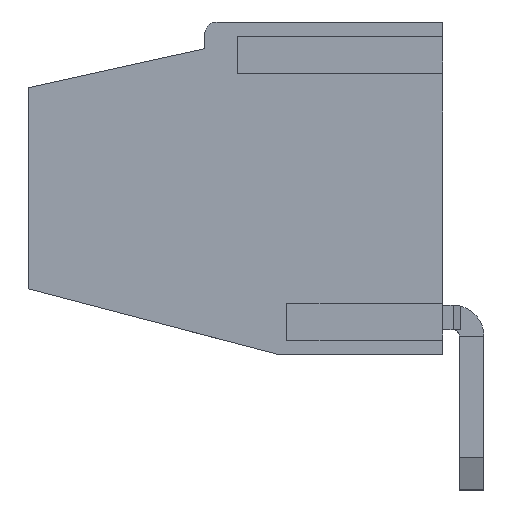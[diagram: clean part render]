
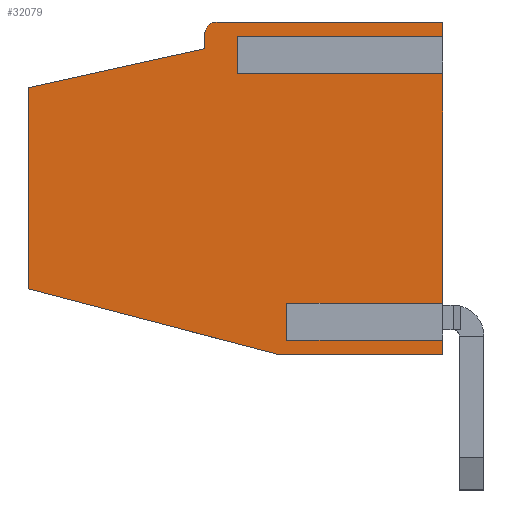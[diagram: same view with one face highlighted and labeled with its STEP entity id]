
A CAD part, left-side view. The second image highlights one B-rep face of the part: STEP entity #32079.
In plain terms, the highlighted face is planar.
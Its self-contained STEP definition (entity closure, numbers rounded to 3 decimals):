
#520 = CARTESIAN_POINT ( 'NONE',  ( 2.54, 1.068, 0.7 ) ) ;
#788 = VECTOR ( 'NONE', #14307, 1000. ) ;
#809 = LINE ( 'NONE', #9967, #37893 ) ;
#1276 = EDGE_CURVE ( 'NONE', #24775, #4450, #21364, .T. ) ;
#2348 = CARTESIAN_POINT ( 'NONE',  ( 2.54, 7.45, 6.5 ) ) ;
#2360 = VECTOR ( 'NONE', #12467, 1000. ) ;
#2372 = VERTEX_POINT ( 'NONE', #37301 ) ;
#2795 = CARTESIAN_POINT ( 'NONE',  ( 2.54, 0.532, 4.5 ) ) ;
#3027 = VERTEX_POINT ( 'NONE', #520 ) ;
#4142 = DIRECTION ( 'NONE',  ( 0., -1., 0. ) ) ;
#4450 = VERTEX_POINT ( 'NONE', #31482 ) ;
#4457 = VERTEX_POINT ( 'NONE', #10557 ) ;
#5387 = AXIS2_PLACEMENT_3D ( 'NONE', #23011, #32796, #31999 ) ;
#5699 = CARTESIAN_POINT ( 'NONE',  ( 2.54, 0.532, 4.5 ) ) ;
#5752 = LINE ( 'NONE', #7938, #9429 ) ;
#5772 = LINE ( 'NONE', #21054, #28523 ) ;
#6008 = EDGE_CURVE ( 'NONE', #4457, #15468, #5752, .T. ) ;
#6553 = LINE ( 'NONE', #37416, #22823 ) ;
#7066 = ORIENTED_EDGE ( 'NONE', *, *, #16121, .F. ) ;
#7608 = DIRECTION ( 'NONE',  ( 0., 0., -1. ) ) ;
#7888 = VERTEX_POINT ( 'NONE', #39008 ) ;
#7938 = CARTESIAN_POINT ( 'NONE',  ( 2.54, 1.6, 10.8 ) ) ;
#7983 = EDGE_CURVE ( 'NONE', #38673, #7888, #8101, .T. ) ;
#8084 = ORIENTED_EDGE ( 'NONE', *, *, #10822, .F. ) ;
#8101 = CIRCLE ( 'NONE', #30361, 0.3 ) ;
#8191 = ORIENTED_EDGE ( 'NONE', *, *, #38880, .F. ) ;
#8443 = EDGE_CURVE ( 'NONE', #33990, #22657, #12984, .T. ) ;
#8880 = EDGE_LOOP ( 'NONE', ( #26659, #31063, #8191, #19312, #35843, #20534, #39046, #19590, #12214, #24940, #29931, #9799, #7066, #8084, #33258, #31119 ) ) ;
#9183 = EDGE_CURVE ( 'NONE', #19821, #29247, #16533, .T. ) ;
#9429 = VECTOR ( 'NONE', #38835, 1000. ) ;
#9799 = ORIENTED_EDGE ( 'NONE', *, *, #23454, .T. ) ;
#9967 = CARTESIAN_POINT ( 'NONE',  ( 2.54, 1.068, 4.5 ) ) ;
#10422 = VERTEX_POINT ( 'NONE', #22078 ) ;
#10557 = CARTESIAN_POINT ( 'NONE',  ( 2.54, 0., 4.7 ) ) ;
#10822 = EDGE_CURVE ( 'NONE', #19821, #2372, #6553, .T. ) ;
#11260 = CARTESIAN_POINT ( 'NONE',  ( 2.54, 7.8, 6.2 ) ) ;
#11424 = CARTESIAN_POINT ( 'NONE',  ( 2.54, 8.1, 0.7 ) ) ;
#12214 = ORIENTED_EDGE ( 'NONE', *, *, #8443, .F. ) ;
#12467 = DIRECTION ( 'NONE',  ( 0., 0., -1. ) ) ;
#12984 = LINE ( 'NONE', #13558, #25278 ) ;
#13126 = CARTESIAN_POINT ( 'NONE',  ( 2.54, 7.032, 0.7 ) ) ;
#13131 = EDGE_CURVE ( 'NONE', #33990, #25767, #36752, .T. ) ;
#13558 = CARTESIAN_POINT ( 'NONE',  ( 2.54, 0.532, 4.5 ) ) ;
#13718 = VECTOR ( 'NONE', #16163, 1000. ) ;
#14277 = CARTESIAN_POINT ( 'NONE',  ( 2.54, 6.5, 10.8 ) ) ;
#14307 = DIRECTION ( 'NONE',  ( 0., 0., -1. ) ) ;
#14368 = VECTOR ( 'NONE', #30107, 1000. ) ;
#14901 = EDGE_CURVE ( 'NONE', #15468, #24775, #22330, .T. ) ;
#15240 = CARTESIAN_POINT ( 'NONE',  ( 2.54, 6.5, 10.8 ) ) ;
#15468 = VERTEX_POINT ( 'NONE', #26314 ) ;
#16121 = EDGE_CURVE ( 'NONE', #2372, #18585, #34867, .T. ) ;
#16163 = DIRECTION ( 'NONE',  ( 0., 1., 0. ) ) ;
#16533 = LINE ( 'NONE', #28650, #22195 ) ;
#16999 = CARTESIAN_POINT ( 'NONE',  ( 2.54, 1.068, 4.5 ) ) ;
#17448 = EDGE_CURVE ( 'NONE', #10422, #22657, #26988, .T. ) ;
#17887 = DIRECTION ( 'NONE',  ( 0., 1., 0. ) ) ;
#18171 = VECTOR ( 'NONE', #23406, 1000. ) ;
#18585 = VERTEX_POINT ( 'NONE', #13126 ) ;
#19312 = ORIENTED_EDGE ( 'NONE', *, *, #1276, .F. ) ;
#19590 = ORIENTED_EDGE ( 'NONE', *, *, #17448, .T. ) ;
#19821 = VERTEX_POINT ( 'NONE', #25188 ) ;
#20272 = DIRECTION ( 'NONE',  ( 0., 0., -1. ) ) ;
#20394 = DIRECTION ( 'NONE',  ( 0., 1., 0. ) ) ;
#20534 = ORIENTED_EDGE ( 'NONE', *, *, #6008, .F. ) ;
#21054 = CARTESIAN_POINT ( 'NONE',  ( 2.54, 8.1, 0.7 ) ) ;
#21364 = LINE ( 'NONE', #15240, #34512 ) ;
#22078 = CARTESIAN_POINT ( 'NONE',  ( 2.54, 0., 0.7 ) ) ;
#22195 = VECTOR ( 'NONE', #20272, 1000. ) ;
#22330 = LINE ( 'NONE', #34108, #13718 ) ;
#22657 = VERTEX_POINT ( 'NONE', #32277 ) ;
#22823 = VECTOR ( 'NONE', #4142, 1000. ) ;
#22904 = CARTESIAN_POINT ( 'NONE',  ( 2.54, 7.032, 5.7 ) ) ;
#23011 = CARTESIAN_POINT ( 'NONE',  ( 2.54, 8.1, 10.8 ) ) ;
#23363 = DIRECTION ( 'NONE',  ( 0., -1., 0. ) ) ;
#23406 = DIRECTION ( 'NONE',  ( 0., 1., 0. ) ) ;
#23454 = EDGE_CURVE ( 'NONE', #3027, #18585, #23533, .T. ) ;
#23533 = LINE ( 'NONE', #11424, #14368 ) ;
#23797 = CARTESIAN_POINT ( 'NONE',  ( 2.54, 8.1, 0.7 ) ) ;
#23820 = CARTESIAN_POINT ( 'NONE',  ( 2.54, 8.1, 10.8 ) ) ;
#24012 = LINE ( 'NONE', #2348, #18171 ) ;
#24775 = VERTEX_POINT ( 'NONE', #14277 ) ;
#24844 = EDGE_CURVE ( 'NONE', #4457, #10422, #29771, .T. ) ;
#24940 = ORIENTED_EDGE ( 'NONE', *, *, #13131, .T. ) ;
#25188 = CARTESIAN_POINT ( 'NONE',  ( 2.54, 7.568, 5.7 ) ) ;
#25278 = VECTOR ( 'NONE', #25659, 1000. ) ;
#25302 = VERTEX_POINT ( 'NONE', #34383 ) ;
#25659 = DIRECTION ( 'NONE',  ( 0., 0., -1. ) ) ;
#25767 = VERTEX_POINT ( 'NONE', #16999 ) ;
#26314 = CARTESIAN_POINT ( 'NONE',  ( 2.54, 1.6, 10.8 ) ) ;
#26659 = ORIENTED_EDGE ( 'NONE', *, *, #29175, .F. ) ;
#26778 = PLANE ( 'NONE',  #5387 ) ;
#26988 = LINE ( 'NONE', #23797, #29024 ) ;
#27804 = CARTESIAN_POINT ( 'NONE',  ( 2.54, 7.568, 0.7 ) ) ;
#27882 = DIRECTION ( 'NONE',  ( 0., 0., -1. ) ) ;
#28523 = VECTOR ( 'NONE', #17887, 1000. ) ;
#28650 = CARTESIAN_POINT ( 'NONE',  ( 2.54, 7.568, 5.7 ) ) ;
#29024 = VECTOR ( 'NONE', #20394, 1000. ) ;
#29175 = EDGE_CURVE ( 'NONE', #38673, #25302, #35594, .T. ) ;
#29247 = VERTEX_POINT ( 'NONE', #27804 ) ;
#29771 = LINE ( 'NONE', #35952, #2360 ) ;
#29931 = ORIENTED_EDGE ( 'NONE', *, *, #32653, .T. ) ;
#29944 = DIRECTION ( 'NONE',  ( 0., 0.216, -0.976 ) ) ;
#29958 = DIRECTION ( 'NONE',  ( 0., 1., 0. ) ) ;
#30107 = DIRECTION ( 'NONE',  ( 0., 1., 0. ) ) ;
#30361 = AXIS2_PLACEMENT_3D ( 'NONE', #11260, #32561, #23363 ) ;
#30839 = CARTESIAN_POINT ( 'NONE',  ( 2.54, 8.1, 6.2 ) ) ;
#31063 = ORIENTED_EDGE ( 'NONE', *, *, #7983, .T. ) ;
#31119 = ORIENTED_EDGE ( 'NONE', *, *, #33983, .T. ) ;
#31482 = CARTESIAN_POINT ( 'NONE',  ( 2.54, 7.45, 6.5 ) ) ;
#31999 = DIRECTION ( 'NONE',  ( 0., -1., 0. ) ) ;
#32079 = ADVANCED_FACE ( 'NONE', ( #38187 ), #26778, .F. ) ;
#32277 = CARTESIAN_POINT ( 'NONE',  ( 2.54, 0.532, 0.7 ) ) ;
#32561 = DIRECTION ( 'NONE',  ( 1., 0., 0. ) ) ;
#32653 = EDGE_CURVE ( 'NONE', #25767, #3027, #809, .T. ) ;
#32796 = DIRECTION ( 'NONE',  ( -1., 0., 0. ) ) ;
#33258 = ORIENTED_EDGE ( 'NONE', *, *, #9183, .T. ) ;
#33923 = VECTOR ( 'NONE', #29958, 1000. ) ;
#33983 = EDGE_CURVE ( 'NONE', #29247, #25302, #5772, .T. ) ;
#33990 = VERTEX_POINT ( 'NONE', #2795 ) ;
#34108 = CARTESIAN_POINT ( 'NONE',  ( 2.54, 8.1, 10.8 ) ) ;
#34383 = CARTESIAN_POINT ( 'NONE',  ( 2.54, 8.1, 0.7 ) ) ;
#34512 = VECTOR ( 'NONE', #29944, 1000. ) ;
#34867 = LINE ( 'NONE', #22904, #36620 ) ;
#35594 = LINE ( 'NONE', #23820, #788 ) ;
#35843 = ORIENTED_EDGE ( 'NONE', *, *, #14901, .F. ) ;
#35952 = CARTESIAN_POINT ( 'NONE',  ( 2.54, 0., 10.8 ) ) ;
#36620 = VECTOR ( 'NONE', #7608, 1000. ) ;
#36752 = LINE ( 'NONE', #5699, #33923 ) ;
#37301 = CARTESIAN_POINT ( 'NONE',  ( 2.54, 7.032, 5.7 ) ) ;
#37416 = CARTESIAN_POINT ( 'NONE',  ( 2.54, 7.568, 5.7 ) ) ;
#37893 = VECTOR ( 'NONE', #27882, 1000. ) ;
#38187 = FACE_OUTER_BOUND ( 'NONE', #8880, .T. ) ;
#38673 = VERTEX_POINT ( 'NONE', #30839 ) ;
#38835 = DIRECTION ( 'NONE',  ( 0., 0.254, 0.967 ) ) ;
#38880 = EDGE_CURVE ( 'NONE', #4450, #7888, #24012, .T. ) ;
#39008 = CARTESIAN_POINT ( 'NONE',  ( 2.54, 7.8, 6.5 ) ) ;
#39046 = ORIENTED_EDGE ( 'NONE', *, *, #24844, .T. ) ;
